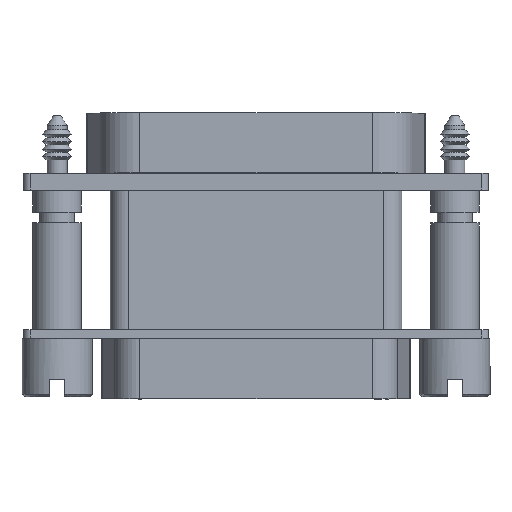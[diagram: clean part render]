
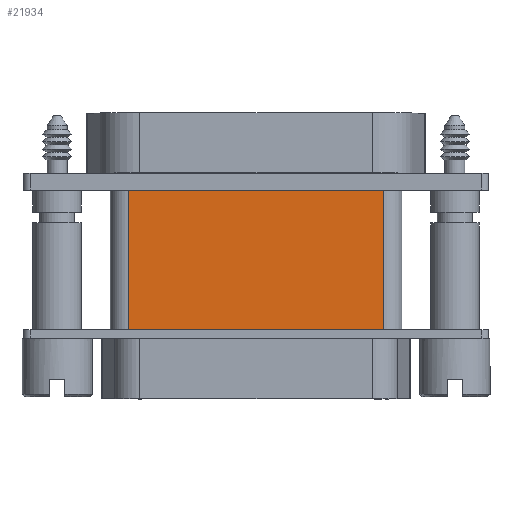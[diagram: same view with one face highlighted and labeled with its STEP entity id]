
A CAD part, top view. The second image highlights one B-rep face of the part: STEP entity #21934.
In plain terms, the highlighted planar face has unit normal (0, 0, 1).
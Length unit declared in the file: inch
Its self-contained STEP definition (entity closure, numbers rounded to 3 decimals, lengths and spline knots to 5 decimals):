
#13003 = DIRECTION ( 'NONE',  ( 1., 0., 0. ) ) ;
#13004 = VECTOR ( 'NONE', #13003, 39.37008 ) ;
#13005 = CARTESIAN_POINT ( 'NONE',  ( -0.615, 0.322, 0.301 ) ) ;
#13006 = LINE ( 'NONE', #13005, #13004 ) ;
#13286 = FACE_OUTER_BOUND ( 'NONE', #21935, .T. ) ;
#13287 = CARTESIAN_POINT ( 'NONE',  ( -0.615, 0.322, 0.301 ) ) ;
#13288 = DIRECTION ( 'NONE',  ( 0., -1., 0. ) ) ;
#13289 = VECTOR ( 'NONE', #13288, 39.37008 ) ;
#13290 = CARTESIAN_POINT ( 'NONE',  ( -0.615, 0.322, 0.301 ) ) ;
#13291 = LINE ( 'NONE', #13290, #13289 ) ;
#13292 = CARTESIAN_POINT ( 'NONE',  ( -0.615, -0.322, 0.301 ) ) ;
#13308 = CARTESIAN_POINT ( 'NONE',  ( 0.565, 0.322, 0.301 ) ) ;
#13309 = DIRECTION ( 'NONE',  ( 0., -1., 0. ) ) ;
#13310 = VECTOR ( 'NONE', #13309, 39.37008 ) ;
#13311 = CARTESIAN_POINT ( 'NONE',  ( 0.565, 0.322, 0.301 ) ) ;
#13312 = LINE ( 'NONE', #13311, #13310 ) ;
#13313 = CARTESIAN_POINT ( 'NONE',  ( 0.565, -0.322, 0.301 ) ) ;
#13314 = DIRECTION ( 'NONE',  ( 1., 0., 0. ) ) ;
#13315 = VECTOR ( 'NONE', #13314, 39.37008 ) ;
#13316 = CARTESIAN_POINT ( 'NONE',  ( -0.615, -0.322, 0.301 ) ) ;
#13317 = LINE ( 'NONE', #13316, #13315 ) ;
#13318 = DIRECTION ( 'NONE',  ( -1., 0., 0. ) ) ;
#13319 = DIRECTION ( 'NONE',  ( 0., 0., -1. ) ) ;
#13320 = CARTESIAN_POINT ( 'NONE',  ( -0.615, 0.322, 0.301 ) ) ;
#13321 = AXIS2_PLACEMENT_3D ( 'NONE', #13320, #13319, #13318 ) ;
#13322 = PLANE ( 'NONE',  #13321 ) ;
#21864 = EDGE_CURVE ( 'NONE', #21930, #21941, #13006, .T. ) ;
#21865 = ORIENTED_EDGE ( 'NONE', *, *, #21929, .T. ) ;
#21927 = VERTEX_POINT ( 'NONE', #13292 ) ;
#21929 = EDGE_CURVE ( 'NONE', #21930, #21927, #13291, .T. ) ;
#21930 = VERTEX_POINT ( 'NONE', #13287 ) ;
#21934 = ADVANCED_FACE ( 'NONE', ( #13286 ), #13322, .F. ) ;
#21935 = EDGE_LOOP ( 'NONE', ( #21936, #21939, #21942, #21865 ) ) ;
#21936 = ORIENTED_EDGE ( 'NONE', *, *, #21937, .T. ) ;
#21937 = EDGE_CURVE ( 'NONE', #21927, #21938, #13317, .T. ) ;
#21938 = VERTEX_POINT ( 'NONE', #13313 ) ;
#21939 = ORIENTED_EDGE ( 'NONE', *, *, #21940, .F. ) ;
#21940 = EDGE_CURVE ( 'NONE', #21941, #21938, #13312, .T. ) ;
#21941 = VERTEX_POINT ( 'NONE', #13308 ) ;
#21942 = ORIENTED_EDGE ( 'NONE', *, *, #21864, .F. ) ;
